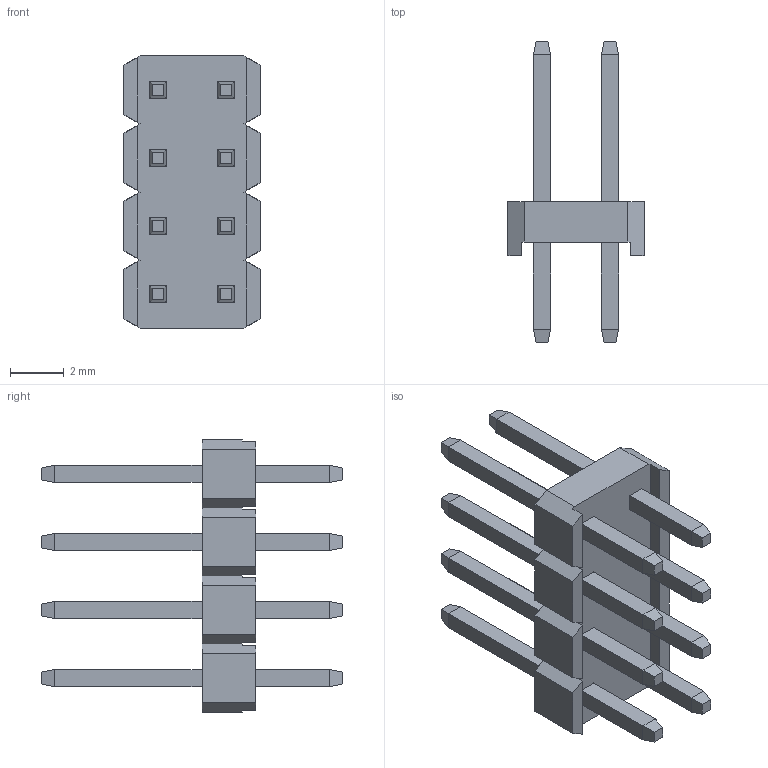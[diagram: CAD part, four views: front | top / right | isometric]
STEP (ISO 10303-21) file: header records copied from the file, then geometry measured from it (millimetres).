
FILE_DESCRIPTION((''),'2;1');
FILE_NAME('FPH25452-D08S1014190830B_ASM','2023-06-27T15:40:02',('Administrator'),(''),'CREO PARAMETRIC BY PTC INC, 2021023','CREO PARAMETRIC BY PTC INC, 2021023','');
FILE_SCHEMA(('AUTOMOTIVE_DESIGN { 1 0 10303 214 1 1 1 1 }'));
Length unit declared in the file: millimetre
Products named in the file (3): _30B00; _80; FPH25452-D08S1014190830B_ASM
Assembly tree (9 placements, depth 2):
  FPH25452-D08S1014190830B_ASM
    _30B00
    _80  x8
Bounding box: 5.08 x 11.25 x 10.16 mm (x, y, z)
Volume: 110.2 mm3; surface area: 426.8 mm2
Topology: 9 solids, 9 shells, 188 faces, 446 edges, 276 vertices
Faces by surface type: plane 188
Entity records: 3087 total; most frequent: CARTESIAN_POINT 530, ORIENTED_EDGE 500, DIRECTION 454, VECTOR 250, LINE 250, EDGE_CURVE 250, VERTEX_POINT 164, EDGE_LOOP 106
